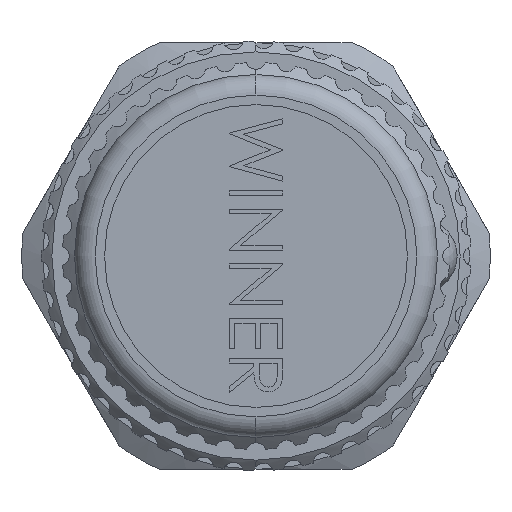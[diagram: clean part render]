
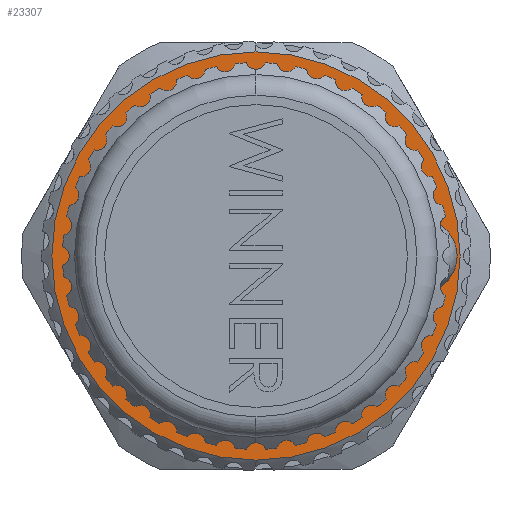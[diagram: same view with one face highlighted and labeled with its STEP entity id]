
A CAD part, left-side view. The second image highlights one B-rep face of the part: STEP entity #23307.
In plain terms, the highlighted planar face has unit normal (-1, 0, 0).
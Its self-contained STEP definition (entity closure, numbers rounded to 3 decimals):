
#979 = CIRCLE ( 'NONE', #31883, 15.3 ) ;
#1366 = CARTESIAN_POINT ( 'NONE',  ( -14.4, 0., 0. ) ) ;
#1412 = CARTESIAN_POINT ( 'NONE',  ( -14.4, 0., 0. ) ) ;
#1513 = DIRECTION ( 'NONE',  ( -1., 0., 0. ) ) ;
#1932 = CARTESIAN_POINT ( 'NONE',  ( -14.4, 0., 0. ) ) ;
#2106 = AXIS2_PLACEMENT_3D ( 'NONE', #1366, #6777, #15222 ) ;
#4711 = EDGE_CURVE ( 'NONE', #17143, #12968, #979, .T. ) ;
#5258 = ORIENTED_EDGE ( 'NONE', *, *, #30835, .T. ) ;
#6288 = CIRCLE ( 'NONE', #15860, 8.56 ) ;
#6337 = CIRCLE ( 'NONE', #14244, 15.3 ) ;
#6688 = CARTESIAN_POINT ( 'NONE',  ( -14.4, 0., 0. ) ) ;
#6777 = DIRECTION ( 'NONE',  ( -1., 0., 0. ) ) ;
#6921 = CARTESIAN_POINT ( 'NONE',  ( -14.4, 0., 0. ) ) ;
#6928 = FACE_OUTER_BOUND ( 'NONE', #24156, .T. ) ;
#9517 = DIRECTION ( 'NONE',  ( -1., 0., 0. ) ) ;
#11117 = CARTESIAN_POINT ( 'NONE',  ( -14.4, 0., 8.56 ) ) ;
#11696 = EDGE_CURVE ( 'NONE', #26579, #11942, #6288, .T. ) ;
#11942 = VERTEX_POINT ( 'NONE', #11117 ) ;
#12968 = VERTEX_POINT ( 'NONE', #22376 ) ;
#13471 = EDGE_LOOP ( 'NONE', ( #20944, #21111 ) ) ;
#14244 = AXIS2_PLACEMENT_3D ( 'NONE', #1412, #23083, #20179 ) ;
#15023 = PLANE ( 'NONE',  #29137 ) ;
#15222 = DIRECTION ( 'NONE',  ( 0., 0., -1. ) ) ;
#15860 = AXIS2_PLACEMENT_3D ( 'NONE', #6921, #9517, #23079 ) ;
#17143 = VERTEX_POINT ( 'NONE', #29787 ) ;
#20179 = DIRECTION ( 'NONE',  ( 0., 0., -1. ) ) ;
#20944 = ORIENTED_EDGE ( 'NONE', *, *, #11696, .F. ) ;
#21111 = ORIENTED_EDGE ( 'NONE', *, *, #31523, .F. ) ;
#21635 = FACE_BOUND ( 'NONE', #13471, .T. ) ;
#22376 = CARTESIAN_POINT ( 'NONE',  ( -14.4, 0., -15.3 ) ) ;
#23079 = DIRECTION ( 'NONE',  ( 0., 0., -1. ) ) ;
#23083 = DIRECTION ( 'NONE',  ( -1., 0., 0. ) ) ;
#23307 = ADVANCED_FACE ( 'NONE', ( #21635, #6928 ), #15023, .T. ) ;
#24156 = EDGE_LOOP ( 'NONE', ( #26272, #5258 ) ) ;
#25280 = DIRECTION ( 'NONE',  ( 0., 0., -1. ) ) ;
#26272 = ORIENTED_EDGE ( 'NONE', *, *, #4711, .T. ) ;
#26579 = VERTEX_POINT ( 'NONE', #27098 ) ;
#27098 = CARTESIAN_POINT ( 'NONE',  ( -14.4, 0., -8.56 ) ) ;
#29137 = AXIS2_PLACEMENT_3D ( 'NONE', #6688, #1513, #25280 ) ;
#29787 = CARTESIAN_POINT ( 'NONE',  ( -14.4, 0., 15.3 ) ) ;
#30156 = CIRCLE ( 'NONE', #2106, 8.56 ) ;
#30835 = EDGE_CURVE ( 'NONE', #12968, #17143, #6337, .T. ) ;
#31296 = DIRECTION ( 'NONE',  ( -1., 0., 0. ) ) ;
#31416 = DIRECTION ( 'NONE',  ( 0., 0., -1. ) ) ;
#31523 = EDGE_CURVE ( 'NONE', #11942, #26579, #30156, .T. ) ;
#31883 = AXIS2_PLACEMENT_3D ( 'NONE', #1932, #31296, #31416 ) ;
